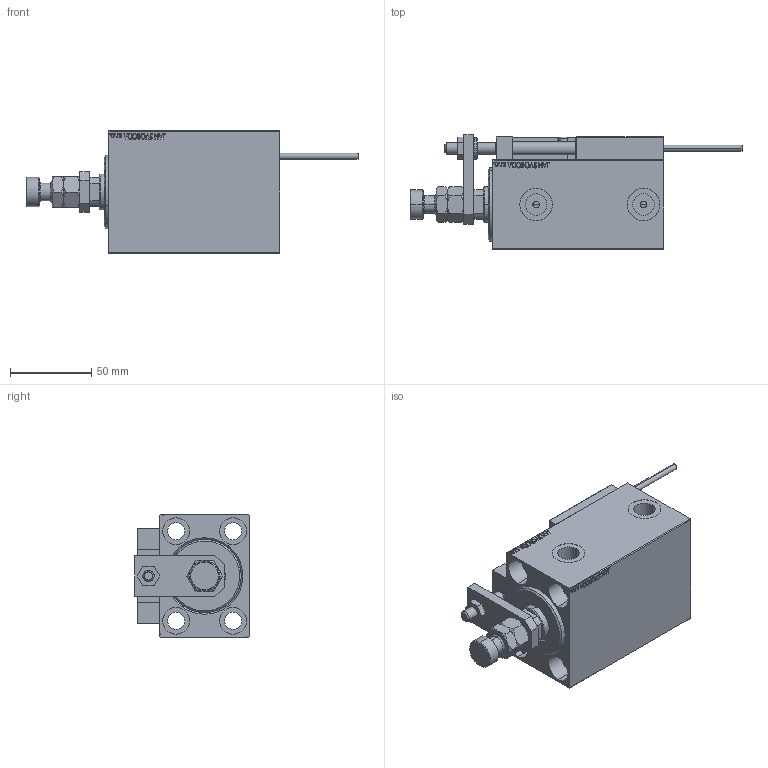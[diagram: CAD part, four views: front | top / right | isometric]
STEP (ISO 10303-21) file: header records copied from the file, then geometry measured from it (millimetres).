
FILE_DESCRIPTION (( 'STEP AP203' ), '1' );
FILE_NAME ('8488.STEP', '2021-11-01T15:56:35', ( '' ), ( '' ), 'SwSTEP 2.0', 'SolidWorks 2019', '' );
FILE_SCHEMA (( 'CONFIG_CONTROL_DESIGN' ));
Length unit declared in the file: millimetre
Products named in the file (16): V450CM_VC_B 77c13576b6884f49a8124686cf0441ae; V450CM_C 77c13576b6884f49a8124686cf0441ae; KONCOVKA 77c13576b6884f49a8124686cf0441ae; NUT_D12 77c13576b6884f49a8124686cf0441ae; SWITCH_X_FRONT_BACK 77c13576b6884f49a8124686cf0441ae; SWITCH X 77c13576b6884f49a8124686cf0441ae; SWITCH DIM B,W 77c13576b6884f49a8124686cf0441ae; 8488; MAGNET 77c13576b6884f49a8124686cf0441ae; ALLEN BOLT D8 77c13576b6884f49a8124686cf0441ae; V450CM_C_VCP 77c13576b6884f49a8124686cf0441ae; X_Y_MFA 77c13576b6884f49a8124686cf0441ae; TYC_L79 77c13576b6884f49a8124686cf0441ae; Block 77c13576b6884f49a8124686cf0441ae; ALLEN BOLT D5 77c13576b6884f49a8124686cf0441ae; ZARAZKA 77c13576b6884f49a8124686cf0441ae
Assembly tree (25 placements, depth 3):
  8488
    V450CM_C 77c13576b6884f49a8124686cf0441ae
    SWITCH X 77c13576b6884f49a8124686cf0441ae
      SWITCH_X_FRONT_BACK 77c13576b6884f49a8124686cf0441ae  x2
      TYC_L79 77c13576b6884f49a8124686cf0441ae
      Block 77c13576b6884f49a8124686cf0441ae  x2
      ALLEN BOLT D5 77c13576b6884f49a8124686cf0441ae  x4
      ALLEN BOLT D8 77c13576b6884f49a8124686cf0441ae  x4
      MAGNET 77c13576b6884f49a8124686cf0441ae  x2
      KONCOVKA 77c13576b6884f49a8124686cf0441ae  x2
    NUT_D12 77c13576b6884f49a8124686cf0441ae
    SWITCH DIM B,W 77c13576b6884f49a8124686cf0441ae
    ZARAZKA 77c13576b6884f49a8124686cf0441ae
    V450CM_C_VCP 77c13576b6884f49a8124686cf0441ae
    V450CM_VC_B 77c13576b6884f49a8124686cf0441ae
    X_Y_MFA 77c13576b6884f49a8124686cf0441ae
Bounding box: 204 x 70.5 x 75 mm (x, y, z)
Volume: 419554.3 mm3; surface area: 107916.5 mm2
Topology: 24 solids, 24 shells, 1351 faces, 3220 edges, 2049 vertices
Faces by surface type: plane 581, bspline 380, cylinder 204, cone 134, torus 48, sphere 4
Entity records: 52578 total; most frequent: CARTESIAN_POINT 26760, ORIENTED_EDGE 5460, DIRECTION 3752, EDGE_CURVE 2730, VERTEX_POINT 1773, VECTOR 1522, LINE 1522, EDGE_LOOP 1269
